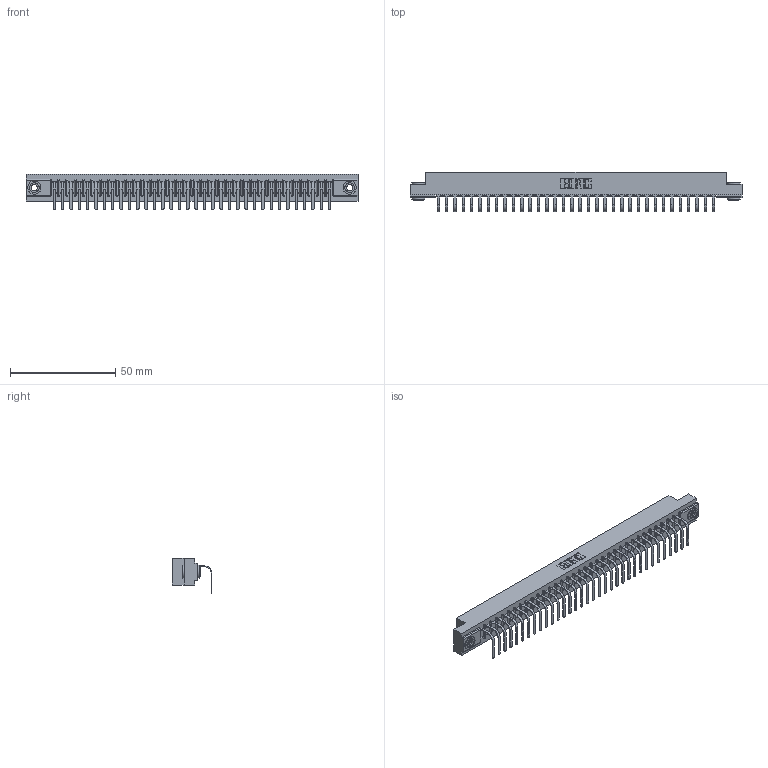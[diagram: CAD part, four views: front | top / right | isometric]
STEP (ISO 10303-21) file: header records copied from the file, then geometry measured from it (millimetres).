
FILE_DESCRIPTION (( 'STEP AP203' ), '1' );
FILE_NAME ('357-034-458-103.STEP', '2022-07-18T20:37:04', ( '' ), ( '' ), 'SwSTEP 2.0', 'SolidWorks 2020', '' );
FILE_SCHEMA (( 'CONFIG_CONTROL_DESIGN' ));
Length unit declared in the file: inch
Products named in the file (4): 307-290-001_558 - 2 (Single); 357-034-458-103; 345-250-002_345-250-002-102; 307 Part_.156 Dia Mounting Holes
Assembly tree (37 placements, depth 2):
  357-034-458-103
    307 Part_.156 Dia Mounting Holes
    307-290-001_558 - 2 (Single)  x34
    345-250-002_345-250-002-102  x2
Bounding box: 157.73 x 18.78 x 16.8 mm (x, y, z)
Volume: 16470.4 mm3; surface area: 18505 mm2
Topology: 37 solids, 37 shells, 2245 faces, 6351 edges, 4090 vertices
Faces by surface type: plane 1420, cylinder 747, sphere 70, cone 8
Entity records: 31303 total; most frequent: CARTESIAN_POINT 5249, ORIENTED_EDGE 5226, DIRECTION 5125, EDGE_CURVE 2613, VECTOR 1993, LINE 1993, VERTEX_POINT 1690, AXIS2_PLACEMENT_3D 1566
